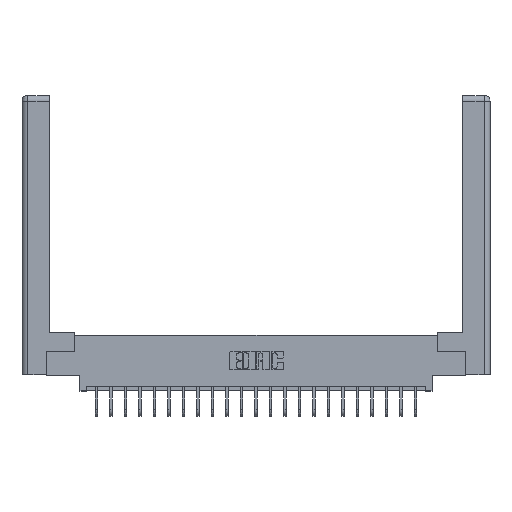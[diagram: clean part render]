
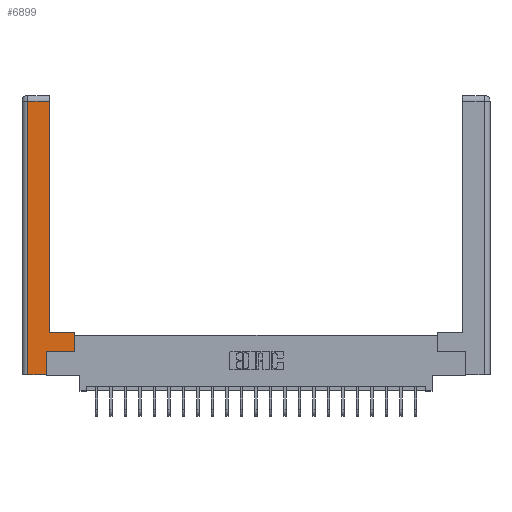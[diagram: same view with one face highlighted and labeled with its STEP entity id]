
A CAD part, top view. The second image highlights one B-rep face of the part: STEP entity #6899.
In plain terms, the highlighted planar face has unit normal (0, 0, 1).
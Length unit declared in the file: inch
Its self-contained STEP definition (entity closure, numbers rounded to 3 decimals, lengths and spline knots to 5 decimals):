
#406 = LINE ( 'NONE', #5982, #20986 ) ;
#550 = CARTESIAN_POINT ( 'NONE',  ( 0.565, 0.245, 0. ) ) ;
#1015 = ORIENTED_EDGE ( 'NONE', *, *, #16578, .T. ) ;
#1238 = ORIENTED_EDGE ( 'NONE', *, *, #11380, .T. ) ;
#1254 = LINE ( 'NONE', #1725, #6041 ) ;
#1342 = EDGE_CURVE ( 'NONE', #10970, #19549, #7022, .T. ) ;
#1725 = CARTESIAN_POINT ( 'NONE',  ( 0.265, 0.245, 0. ) ) ;
#2201 = VERTEX_POINT ( 'NONE', #8345 ) ;
#2391 = DIRECTION ( 'NONE',  ( -1., 0., 0. ) ) ;
#3382 = LINE ( 'NONE', #19974, #9553 ) ;
#3403 = CARTESIAN_POINT ( 'NONE',  ( 0.295, 0.45, 0. ) ) ;
#3524 = CARTESIAN_POINT ( 'NONE',  ( 0.565, 0.45, 0. ) ) ;
#4488 = FACE_OUTER_BOUND ( 'NONE', #21827, .T. ) ;
#4728 = LINE ( 'NONE', #21305, #13365 ) ;
#5446 = CARTESIAN_POINT ( 'NONE',  ( 0.265, 0., 0. ) ) ;
#5807 = VERTEX_POINT ( 'NONE', #12263 ) ;
#5982 = CARTESIAN_POINT ( 'NONE',  ( 0.295, 3., 0. ) ) ;
#6041 = VECTOR ( 'NONE', #13636, 39.37008 ) ;
#6394 = ORIENTED_EDGE ( 'NONE', *, *, #22139, .T. ) ;
#6899 = ADVANCED_FACE ( 'NONE', ( #4488 ), #12688, .F. ) ;
#7022 = LINE ( 'NONE', #21766, #15659 ) ;
#7186 = DIRECTION ( 'NONE',  ( 1., 0., 0. ) ) ;
#8170 = EDGE_CURVE ( 'NONE', #18093, #10970, #1254, .T. ) ;
#8345 = CARTESIAN_POINT ( 'NONE',  ( 0.0615, 2.94, 0. ) ) ;
#8544 = DIRECTION ( 'NONE',  ( -1., 0., 0. ) ) ;
#8780 = ORIENTED_EDGE ( 'NONE', *, *, #11504, .T. ) ;
#9027 = LINE ( 'NONE', #10825, #22360 ) ;
#9360 = CARTESIAN_POINT ( 'NONE',  ( 0., 0., 0. ) ) ;
#9553 = VECTOR ( 'NONE', #11172, 39.37008 ) ;
#10355 = CARTESIAN_POINT ( 'NONE',  ( 0.0615, 2.94, 0. ) ) ;
#10357 = VERTEX_POINT ( 'NONE', #15153 ) ;
#10825 = CARTESIAN_POINT ( 'NONE',  ( 0.0615, 0., 0. ) ) ;
#10970 = VERTEX_POINT ( 'NONE', #16871 ) ;
#11172 = DIRECTION ( 'NONE',  ( 0., 1., 0. ) ) ;
#11197 = DIRECTION ( 'NONE',  ( 0., 1., 0. ) ) ;
#11380 = EDGE_CURVE ( 'NONE', #2201, #5807, #9027, .T. ) ;
#11461 = LINE ( 'NONE', #10355, #12256 ) ;
#11504 = EDGE_CURVE ( 'NONE', #11869, #10357, #406, .T. ) ;
#11869 = VERTEX_POINT ( 'NONE', #3403 ) ;
#12256 = VECTOR ( 'NONE', #8544, 39.37008 ) ;
#12263 = CARTESIAN_POINT ( 'NONE',  ( 0.0615, 0., 0. ) ) ;
#12688 = PLANE ( 'NONE',  #21593 ) ;
#13365 = VECTOR ( 'NONE', #17628, 39.37008 ) ;
#13636 = DIRECTION ( 'NONE',  ( 0., 1., 0. ) ) ;
#13706 = ORIENTED_EDGE ( 'NONE', *, *, #15982, .T. ) ;
#14863 = ORIENTED_EDGE ( 'NONE', *, *, #8170, .T. ) ;
#15153 = CARTESIAN_POINT ( 'NONE',  ( 0.295, 2.94, 0. ) ) ;
#15659 = VECTOR ( 'NONE', #15895, 39.37008 ) ;
#15734 = DIRECTION ( 'NONE',  ( 0., -1., 0. ) ) ;
#15895 = DIRECTION ( 'NONE',  ( 1., 0., 0. ) ) ;
#15982 = EDGE_CURVE ( 'NONE', #19549, #20784, #3382, .T. ) ;
#16578 = EDGE_CURVE ( 'NONE', #20784, #11869, #4728, .T. ) ;
#16871 = CARTESIAN_POINT ( 'NONE',  ( 0.265, 0.245, 0. ) ) ;
#17064 = VECTOR ( 'NONE', #7186, 39.37008 ) ;
#17628 = DIRECTION ( 'NONE',  ( -1., 0., 0. ) ) ;
#18093 = VERTEX_POINT ( 'NONE', #21936 ) ;
#18151 = ORIENTED_EDGE ( 'NONE', *, *, #20751, .T. ) ;
#19535 = DIRECTION ( 'NONE',  ( 0., 0., -1. ) ) ;
#19549 = VERTEX_POINT ( 'NONE', #550 ) ;
#19974 = CARTESIAN_POINT ( 'NONE',  ( 0.565, 0.45, 0. ) ) ;
#20751 = EDGE_CURVE ( 'NONE', #10357, #2201, #11461, .T. ) ;
#20784 = VERTEX_POINT ( 'NONE', #3524 ) ;
#20947 = ORIENTED_EDGE ( 'NONE', *, *, #1342, .T. ) ;
#20986 = VECTOR ( 'NONE', #11197, 39.37008 ) ;
#21305 = CARTESIAN_POINT ( 'NONE',  ( 0.295, 0.45, 0. ) ) ;
#21593 = AXIS2_PLACEMENT_3D ( 'NONE', #9360, #19535, #2391 ) ;
#21766 = CARTESIAN_POINT ( 'NONE',  ( 0.565, 0.245, 0. ) ) ;
#21827 = EDGE_LOOP ( 'NONE', ( #8780, #18151, #1238, #6394, #14863, #20947, #13706, #1015 ) ) ;
#21936 = CARTESIAN_POINT ( 'NONE',  ( 0.265, 0., 0. ) ) ;
#21978 = LINE ( 'NONE', #5446, #17064 ) ;
#22139 = EDGE_CURVE ( 'NONE', #5807, #18093, #21978, .T. ) ;
#22360 = VECTOR ( 'NONE', #15734, 39.37008 ) ;
